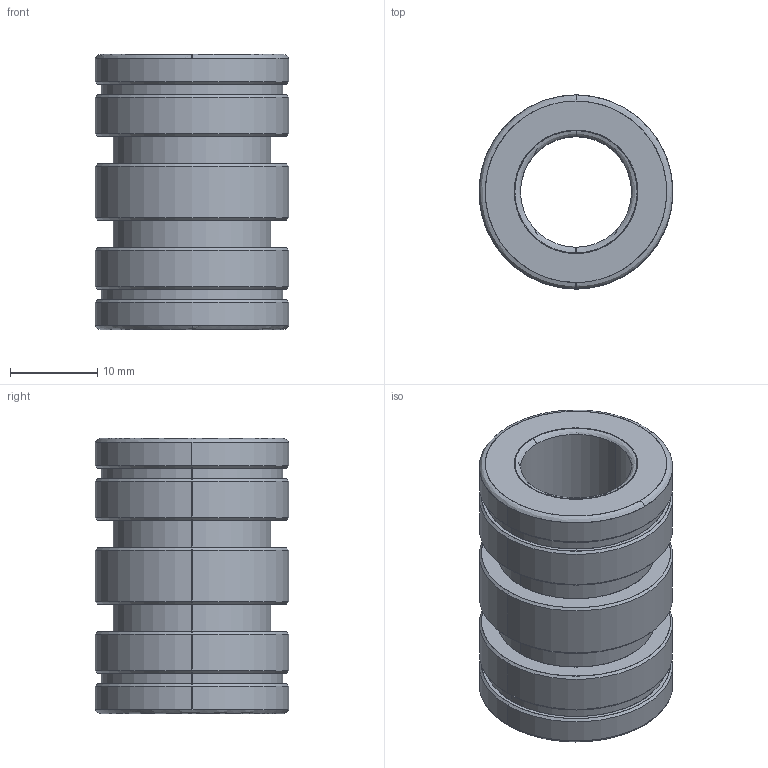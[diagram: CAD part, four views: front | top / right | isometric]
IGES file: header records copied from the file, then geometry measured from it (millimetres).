
Start section: SolidWorks IGES file using analytic representation for surfaces
Global section: file name: CAD.igs; native system: SolidWorks 2016; preprocessor: SolidWorks 2016; author: PCM_PROD1; date: 170530.170136; units: inch
Bounding box: 22.21 x 22.21 x 31.56 mm (x, y, z)
Surface area: 7227.2 mm2 (no closed solid volume)
Topology: 0 solids, 0 shells, 62 faces, 872 edges, 872 vertices
Faces by surface type: revolution 40, bspline 22
